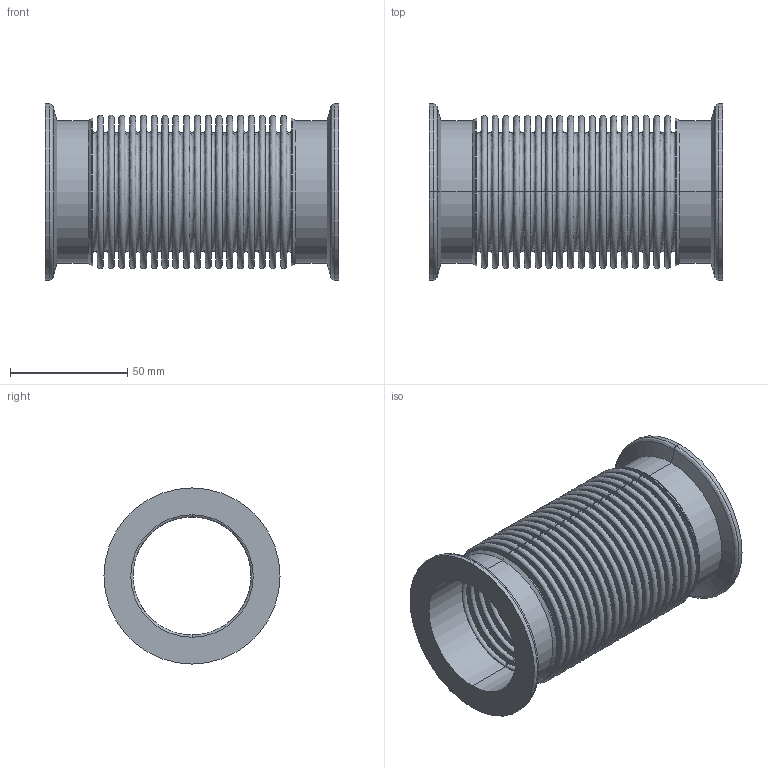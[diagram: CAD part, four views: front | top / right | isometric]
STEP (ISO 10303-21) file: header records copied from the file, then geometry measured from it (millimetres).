
FILE_DESCRIPTION( (''), '2;1');
FILE_NAME ('CAD714.4876.KF50_26550.stp','2017-01-27T17:15:47',(''),(''),'spGate 12.6.6','','');
FILE_SCHEMA (('AUTOMOTIVE_DESIGN'));
Length unit declared in the file: millimetre
Products named in the file (4): Assembly; KF50-1; KF50-2; KF50-2_mr
Assembly tree (3 placements, depth 2):
  Assembly
    KF50-1
    KF50-2
    KF50-2_mr
Bounding box: 125 x 75 x 75 mm (x, y, z)
Volume: 50942.8 mm3; surface area: 142996.3 mm2
Topology: 3 solids, 3 shells, 260 faces, 520 edges, 340 vertices
Faces by surface type: bspline 160, plane 80, cylinder 20
Entity records: 14980 total; most frequent: CARTESIAN_POINT 5584, ORIENTED_EDGE 1040, DIRECTION 896, COLOUR_RGB 783, PRESENTATION_STYLE_ASSIGNMENT 783, STYLED_ITEM 783, EDGE_CURVE 520, DRAUGHTING_PRE_DEFINED_CURVE_FONT 520
